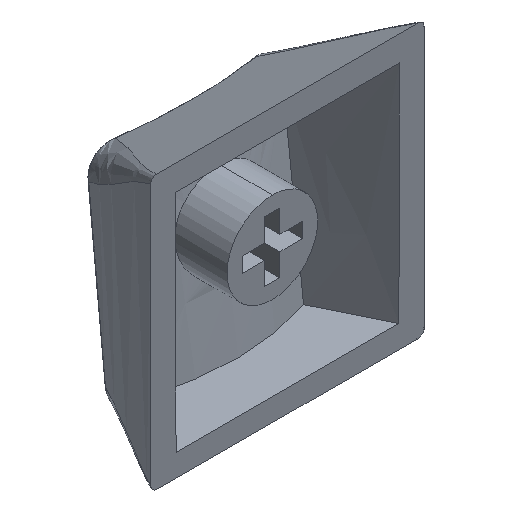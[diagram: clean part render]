
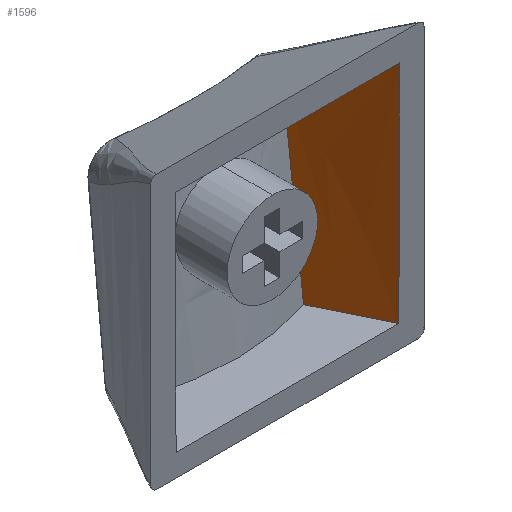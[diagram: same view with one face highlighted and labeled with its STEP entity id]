
A CAD part, isometric view. The second image highlights one B-rep face of the part: STEP entity #1596.
In plain terms, the highlighted free-form (B-spline) face has degree [3, 3] with [4, 4] control points.
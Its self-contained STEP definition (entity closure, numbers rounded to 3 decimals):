
#10 = CARTESIAN_POINT ( 'NONE',  ( 16.43, 0., -16.6 ) ) ;
#33 = EDGE_CURVE ( 'NONE', #927, #1398, #1458, .T. ) ;
#108 = CARTESIAN_POINT ( 'NONE',  ( 16.481, 0., -1.671 ) ) ;
#131 = EDGE_LOOP ( 'NONE', ( #1815, #2140, #1763, #2439 ) ) ;
#135 = FACE_OUTER_BOUND ( 'NONE', #131, .T. ) ;
#175 = CARTESIAN_POINT ( 'NONE',  ( 15.738, 1.414, -16.6 ) ) ;
#193 = CARTESIAN_POINT ( 'NONE',  ( 14.359, 4.244, -16.6 ) ) ;
#216 = CARTESIAN_POINT ( 'NONE',  ( 14.265, 5.193, -7.345 ) ) ;
#247 = CARTESIAN_POINT ( 'NONE',  ( 14.279, 5.04, -8.833 ) ) ;
#288 = CARTESIAN_POINT ( 'NONE',  ( 14.994, 3.421, -7.769 ) ) ;
#297 = CARTESIAN_POINT ( 'NONE',  ( 16.477, 0., -3.167 ) ) ;
#301 = CARTESIAN_POINT ( 'NONE',  ( 15.008, 3.143, -12.283 ) ) ;
#303 = CARTESIAN_POINT ( 'NONE',  ( 14.755, 4.239, -3.749 ) ) ;
#382 = EDGE_CURVE ( 'NONE', #1423, #1331, #832, .T. ) ;
#444 = CARTESIAN_POINT ( 'NONE',  ( 14.345, 4.376, -15.305 ) ) ;
#468 = CARTESIAN_POINT ( 'NONE',  ( 14.24, 5.5, -4.368 ) ) ;
#489 = CARTESIAN_POINT ( 'NONE',  ( 16.519, -0.153, -11.642 ) ) ;
#491 = CARTESIAN_POINT ( 'NONE',  ( 16.464, 0., -7.656 ) ) ;
#495 = CARTESIAN_POINT ( 'NONE',  ( 15.783, 1.318, -16.74 ) ) ;
#528 = CARTESIAN_POINT ( 'NONE',  ( 15.992, 1.203, -2.261 ) ) ;
#583 = B_SPLINE_CURVE_WITH_KNOTS ( 'NONE', 3,
 ( #1218, #2009, #216, #247, #815, #836, #1032, #1630, #444, #2224 ),
 .UNSPECIFIED., .F., .F.,
 ( 4, 3, 3, 4 ),
 ( 0., 0.004, 0.008, 0.012 ),
 .UNSPECIFIED. ) ;
#680 = CARTESIAN_POINT ( 'NONE',  ( 14.982, 3.694, -3.255 ) ) ;
#682 = CARTESIAN_POINT ( 'NONE',  ( 16.43, 0., -16.6 ) ) ;
#686 = CARTESIAN_POINT ( 'NONE',  ( 14.253, 4.791, -12.599 ) ) ;
#690 = CARTESIAN_POINT ( 'NONE',  ( 16.447, 0., -12.632 ) ) ;
#699 = CARTESIAN_POINT ( 'NONE',  ( 16.473, 0., -4.663 ) ) ;
#774 = CARTESIAN_POINT ( 'NONE',  ( 15.048, 2.829, -16.6 ) ) ;
#783 = CARTESIAN_POINT ( 'NONE',  ( 15.393, 2.121, -16.6 ) ) ;
#815 = CARTESIAN_POINT ( 'NONE',  ( 14.291, 4.907, -10.127 ) ) ;
#832 = B_SPLINE_CURVE_WITH_KNOTS ( 'NONE', 3,
 ( #193, #1967, #774, #783, #175, #1184, #10 ),
 .UNSPECIFIED., .F., .F.,
 ( 4, 3, 4 ),
 ( 0., 0.002, 0.005 ),
 .UNSPECIFIED. ) ;
#836 = CARTESIAN_POINT ( 'NONE',  ( 14.304, 4.774, -11.422 ) ) ;
#851 = EDGE_CURVE ( 'NONE', #1398, #1331, #1177, .T. ) ;
#881 = CARTESIAN_POINT ( 'NONE',  ( 15.738, 1.831, -2.411 ) ) ;
#902 = CARTESIAN_POINT ( 'NONE',  ( 14.24, 5.5, -4.368 ) ) ;
#927 = VERTEX_POINT ( 'NONE', #468 ) ;
#1032 = CARTESIAN_POINT ( 'NONE',  ( 14.317, 4.641, -12.716 ) ) ;
#1081 = CARTESIAN_POINT ( 'NONE',  ( 16.468, 0., -6.16 ) ) ;
#1177 = B_SPLINE_CURVE_WITH_KNOTS ( 'NONE', 3,
 ( #108, #297, #699, #1081, #491, #1871, #1684, #690, #2310, #682 ),
 .UNSPECIFIED., .F., .F.,
 ( 4, 3, 3, 4 ),
 ( 0., 0.004, 0.009, 0.015 ),
 .UNSPECIFIED. ) ;
#1184 = CARTESIAN_POINT ( 'NONE',  ( 16.084, 0.707, -16.6 ) ) ;
#1218 = CARTESIAN_POINT ( 'NONE',  ( 14.24, 5.5, -4.368 ) ) ;
#1219 = EDGE_CURVE ( 'NONE', #927, #1423, #583, .T. ) ;
#1254 = CARTESIAN_POINT ( 'NONE',  ( 14.359, 4.244, -16.6 ) ) ;
#1331 = VERTEX_POINT ( 'NONE', #2398 ) ;
#1398 = VERTEX_POINT ( 'NONE', #1592 ) ;
#1423 = VERTEX_POINT ( 'NONE', #1254 ) ;
#1458 = B_SPLINE_CURVE_WITH_KNOTS ( 'NONE', 3,
 ( #902, #2117, #303, #2527, #2344, #528, #1889 ),
 .UNSPECIFIED., .F., .F.,
 ( 4, 3, 4 ),
 ( 0., 0.002, 0.007 ),
 .UNSPECIFIED. ) ;
#1475 = CARTESIAN_POINT ( 'NONE',  ( 15.75, 1.665, -7.187 ) ) ;
#1592 = CARTESIAN_POINT ( 'NONE',  ( 16.481, 0., -1.671 ) ) ;
#1596 = ADVANCED_FACE ( 'NONE', ( #135 ), #2292, .T. ) ;
#1630 = CARTESIAN_POINT ( 'NONE',  ( 14.331, 4.509, -14.011 ) ) ;
#1672 = CARTESIAN_POINT ( 'NONE',  ( 16.494, -0.032, -1.566 ) ) ;
#1679 = CARTESIAN_POINT ( 'NONE',  ( 16.538, -0.221, -16.681 ) ) ;
#1684 = CARTESIAN_POINT ( 'NONE',  ( 16.454, 0., -10.649 ) ) ;
#1763 = ORIENTED_EDGE ( 'NONE', *, *, #382, .T. ) ;
#1815 = ORIENTED_EDGE ( 'NONE', *, *, #33, .F. ) ;
#1866 = CARTESIAN_POINT ( 'NONE',  ( 16.505, -0.091, -6.604 ) ) ;
#1871 = CARTESIAN_POINT ( 'NONE',  ( 16.459, 0., -9.152 ) ) ;
#1876 = CARTESIAN_POINT ( 'NONE',  ( 15.764, 1.495, -11.964 ) ) ;
#1889 = CARTESIAN_POINT ( 'NONE',  ( 16.481, 0., -1.671 ) ) ;
#1967 = CARTESIAN_POINT ( 'NONE',  ( 14.703, 3.536, -16.6 ) ) ;
#2009 = CARTESIAN_POINT ( 'NONE',  ( 14.252, 5.347, -5.856 ) ) ;
#2078 = CARTESIAN_POINT ( 'NONE',  ( 15.029, 2.858, -16.797 ) ) ;
#2084 = CARTESIAN_POINT ( 'NONE',  ( 14.238, 5.178, -8.348 ) ) ;
#2117 = CARTESIAN_POINT ( 'NONE',  ( 14.497, 4.87, -4.059 ) ) ;
#2140 = ORIENTED_EDGE ( 'NONE', *, *, #1219, .T. ) ;
#2224 = CARTESIAN_POINT ( 'NONE',  ( 14.359, 4.244, -16.6 ) ) ;
#2289 = CARTESIAN_POINT ( 'NONE',  ( 14.275, 4.397, -16.851 ) ) ;
#2292 = B_SPLINE_SURFACE_WITH_KNOTS ( 'NONE', 3, 3, ( 
 ( #1672, #1866, #489, #1679 ),
 ( #881, #1475, #1876, #495 ),
 ( #680, #288, #301, #2078 ),
 ( #2513, #2084, #686, #2289 ) ),
 .UNSPECIFIED., .F., .F., .F.,
 ( 4, 4 ),
 ( 4, 4 ),
 ( 0.072, 0.826 ),
 ( 0.073, 0.921 ),
 .UNSPECIFIED. ) ;
#2310 = CARTESIAN_POINT ( 'NONE',  ( 16.439, 0., -14.616 ) ) ;
#2344 = CARTESIAN_POINT ( 'NONE',  ( 15.502, 2.406, -2.85 ) ) ;
#2398 = CARTESIAN_POINT ( 'NONE',  ( 16.43, 0., -16.6 ) ) ;
#2439 = ORIENTED_EDGE ( 'NONE', *, *, #851, .F. ) ;
#2513 = CARTESIAN_POINT ( 'NONE',  ( 14.225, 5.559, -4.096 ) ) ;
#2527 = CARTESIAN_POINT ( 'NONE',  ( 15.012, 3.608, -3.44 ) ) ;
